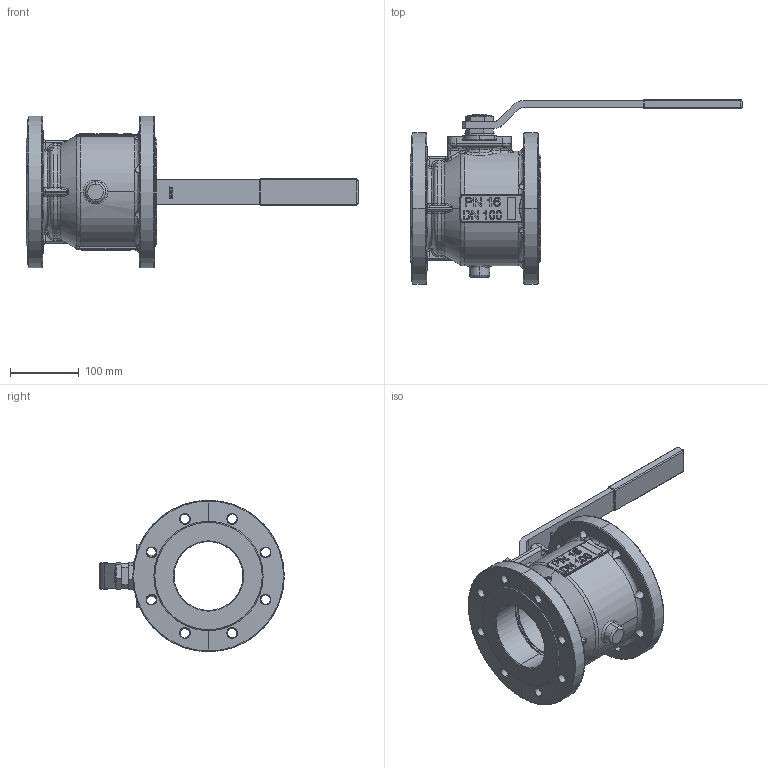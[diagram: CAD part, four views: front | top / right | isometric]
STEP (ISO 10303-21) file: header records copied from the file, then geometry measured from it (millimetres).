
FILE_DESCRIPTION (( 'STEP AP203' ), '1' );
FILE_NAME ('73000018.STEP', '2007-12-05T14:37:07', ( '.' ), ( '.' ), 'SwSTEP 2.0', 'SolidWorks 2007', '' );
FILE_SCHEMA (( 'CONFIG_CONTROL_DESIGN' ));
Products named in the file (1): 73000018
Bounding box: 482.5 x 268 x 220 mm (x, y, z)
Volume: 2707102 mm3; surface area: 547505.5 mm2
Topology: 1 solids, 1 shells, 1134 faces, 2931 edges, 1805 vertices
Faces by surface type: bspline 380, plane 333, cylinder 248, cone 159, torus 14
Entity records: 61259 total; most frequent: CARTESIAN_POINT 36361, ORIENTED_EDGE 5826, DIRECTION 4245, EDGE_CURVE 2913, VERTEX_POINT 1805, AXIS2_PLACEMENT_3D 1500, VECTOR 1245, LINE 1245
